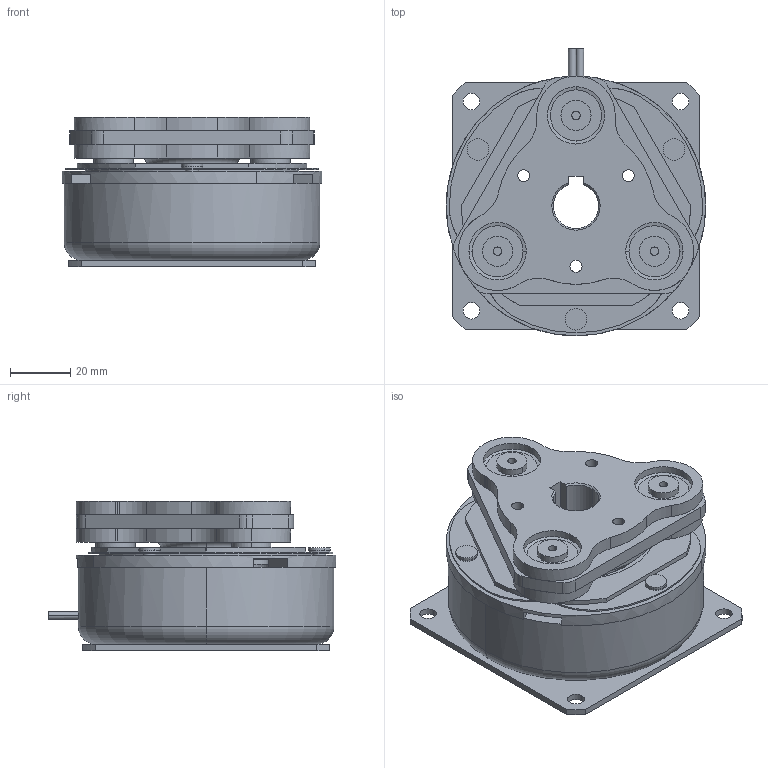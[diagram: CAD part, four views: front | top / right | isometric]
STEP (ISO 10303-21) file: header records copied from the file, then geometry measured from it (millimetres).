
FILE_DESCRIPTION (( 'STEP AP203' ), '1' );
FILE_NAME ('VBEHA 1.2_23660900.STEP', '2016-06-23T01:30:19', ( ' ' ), ( '' ), 'SwSTEP 2.0', 'SolidWorks 2009', '' );
FILE_SCHEMA (( 'CONFIG_CONTROL_DESIGN' ));
Length unit declared in the file: millimetre
Products named in the file (1): VBEHA 1.2_23660900
Bounding box: 86 x 95.33 x 49.5 mm (x, y, z)
Volume: 180584.1 mm3; surface area: 48473 mm2
Topology: 1 solids, 1 shells, 301 faces, 766 edges, 486 vertices
Faces by surface type: cylinder 184, plane 87, cone 20, torus 10
Entity records: 9459 total; most frequent: DIRECTION 1844, CARTESIAN_POINT 1638, ORIENTED_EDGE 1524, AXIS2_PLACEMENT_3D 788, EDGE_CURVE 762, VERTEX_POINT 486, CIRCLE 486, EDGE_LOOP 352
